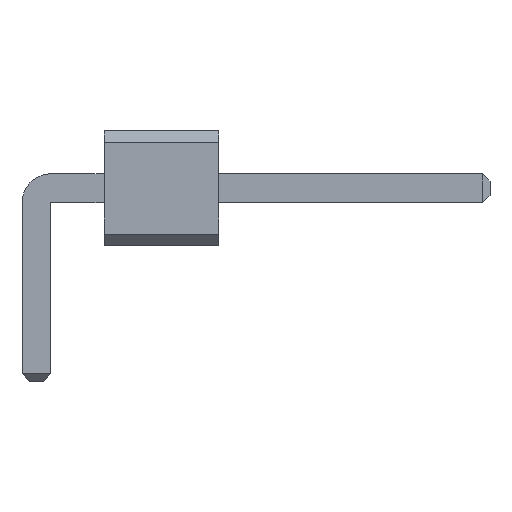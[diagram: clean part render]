
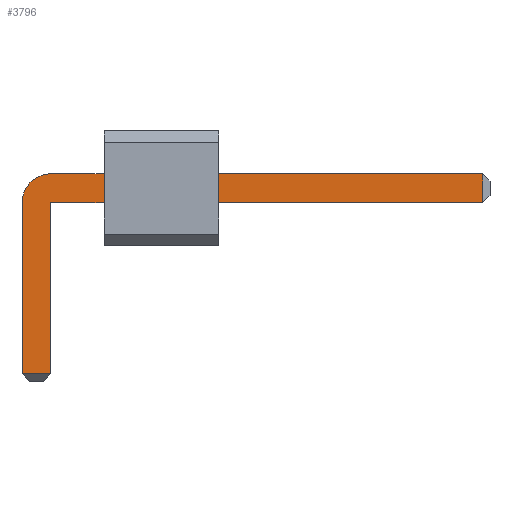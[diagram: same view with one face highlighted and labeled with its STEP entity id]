
A CAD part, front view. The second image highlights one B-rep face of the part: STEP entity #3796.
In plain terms, the highlighted planar face has unit normal (0, -1, 0).
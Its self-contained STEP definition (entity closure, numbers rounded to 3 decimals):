
#13=DIRECTION('',(0.,0.,1.));
#1696=VECTOR('',#13,1.);
#3596=VECTOR('',#3597,1.);
#3597=DIRECTION('',(1.,0.,0.));
#3603=VECTOR('',#3604,1.);
#3604=DIRECTION('',(0.,0.,-1.));
#3611=VECTOR('',#3612,1.);
#3612=DIRECTION('',(-1.,0.,0.));
#3633=DIRECTION('',(-0.,1.,0.));
#3637=DIRECTION('',(0.,1.,0.));
#3638=DIRECTION('',(1.,0.,0.));
#3645=VERTEX_POINT('',#3646);
#3646=CARTESIAN_POINT('',(0.32,-71.44,1.59));
#3648=ORIENTED_EDGE('',*,*,#3649,.T.);
#3649=EDGE_CURVE('',#3645,#3650,#3652,.T.);
#3650=VERTEX_POINT('',#3651);
#3651=CARTESIAN_POINT('',(9.88,-71.44,1.59));
#3652=LINE('',#3653,#3596);
#3653=CARTESIAN_POINT('',(-0.32,-71.44,1.59));
#3691=EDGE_CURVE('',#3692,#3645,#3694,.T.);
#3692=VERTEX_POINT('',#3693);
#3693=CARTESIAN_POINT('',(-0.32,-71.44,0.95));
#3694=CIRCLE('',#3695,0.64);
#3695=AXIS2_PLACEMENT_3D('',#3696,#3633,#3604);
#3696=CARTESIAN_POINT('',(0.32,-71.44,0.95));
#3708=VERTEX_POINT('',#3709);
#3709=CARTESIAN_POINT('',(9.88,-71.44,0.95));
#3711=ORIENTED_EDGE('',*,*,#3712,.T.);
#3712=EDGE_CURVE('',#3708,#3713,#3714,.T.);
#3713=VERTEX_POINT('',#3696);
#3714=LINE('',#3715,#3611);
#3715=CARTESIAN_POINT('',(10.04,-71.44,0.95));
#3727=VERTEX_POINT('',#3728);
#3728=CARTESIAN_POINT('',(-0.32,-71.44,-2.84));
#3730=ORIENTED_EDGE('',*,*,#3731,.T.);
#3731=EDGE_CURVE('',#3727,#3692,#3732,.T.);
#3732=LINE('',#3733,#1696);
#3733=CARTESIAN_POINT('',(-0.32,-71.44,-3.));
#3741=ORIENTED_EDGE('',*,*,#3742,.T.);
#3742=EDGE_CURVE('',#3713,#3743,#3745,.T.);
#3743=VERTEX_POINT('',#3744);
#3744=CARTESIAN_POINT('',(0.32,-71.44,-2.84));
#3745=LINE('',#3696,#3603);
#3796=ADVANCED_FACE('',(#3797),#3806,.F.);
#3797=FACE_BOUND('',#3798,.F.);
#3798=EDGE_LOOP('',(#3648,#3799,#3711,#3741,#3802,#3730,#3805));
#3799=ORIENTED_EDGE('',*,*,#3800,.T.);
#3800=EDGE_CURVE('',#3650,#3708,#3801,.T.);
#3801=LINE('',#3651,#3603);
#3802=ORIENTED_EDGE('',*,*,#3803,.T.);
#3803=EDGE_CURVE('',#3743,#3727,#3804,.T.);
#3804=LINE('',#3744,#3611);
#3805=ORIENTED_EDGE('',*,*,#3691,.T.);
#3806=PLANE('',#3807);
#3807=AXIS2_PLACEMENT_3D('',#3808,#3637,#3638);
#3808=CARTESIAN_POINT('',(3.576,-71.44,0.579));
